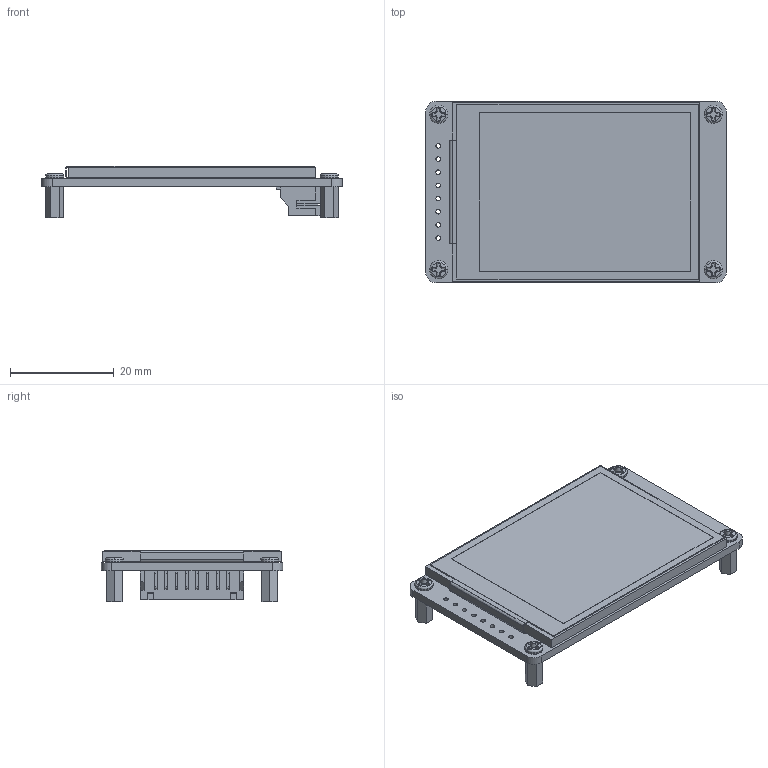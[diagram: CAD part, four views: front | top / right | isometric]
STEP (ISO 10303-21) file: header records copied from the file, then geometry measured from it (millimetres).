
FILE_DESCRIPTION((''),'2;1');
FILE_NAME('2INCH-LCD-MODULE_ASM','2023-06-07T12:01:35',('xiaojisheng'),(''),'CREO PARAMETRIC BY PTC INC, 2021063','CREO PARAMETRIC BY PTC INC, 2021063','');
FILE_SCHEMA(('CONFIG_CONTROL_DESIGN','SHAPE_APPEARANCE_LAYERS_GROUPS'));
Length unit declared in the file: millimetre
Products named in the file (6): 2INCH-240X320-LCD; 2INCH-LCD-MODULE-PCBA; HEX_STUDS-M2XH6; PM2X5-SCREW; HP2_0-8PIN-SMT; 2INCH-LCD-MODULE_ASM
Assembly tree (11 placements, depth 2):
  2INCH-LCD-MODULE_ASM
    2INCH-240X320-LCD
    2INCH-LCD-MODULE-PCBA
    HEX_STUDS-M2XH6  x4
    PM2X5-SCREW  x4
    HP2_0-8PIN-SMT
Bounding box: 58 x 35 x 10 mm (x, y, z)
Volume: 7295.2 mm3; surface area: 10394.7 mm2
Topology: 11 solids, 11 shells, 679 faces, 1858 edges, 1210 vertices
Faces by surface type: cylinder 279, plane 264, bspline 72, cone 40, torus 16, sphere 8
Entity records: 19715 total; most frequent: CARTESIAN_POINT 8322, ORIENTED_EDGE 1808, DIRECTION 1539, PRESENTATION_STYLE_ASSIGNMENT 931, STYLED_ITEM 909, CURVE_STYLE 904, EDGE_CURVE 904, VECTOR 629
